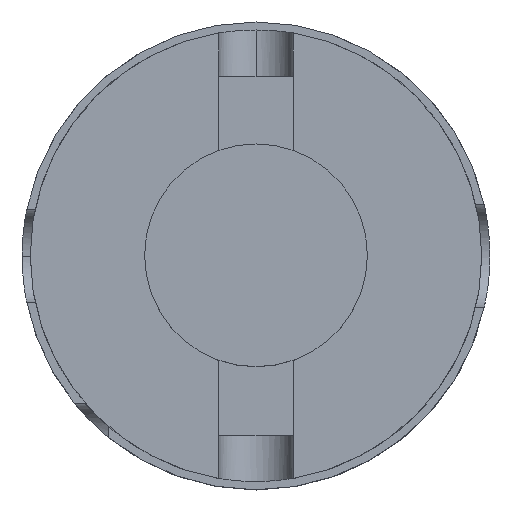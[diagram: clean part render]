
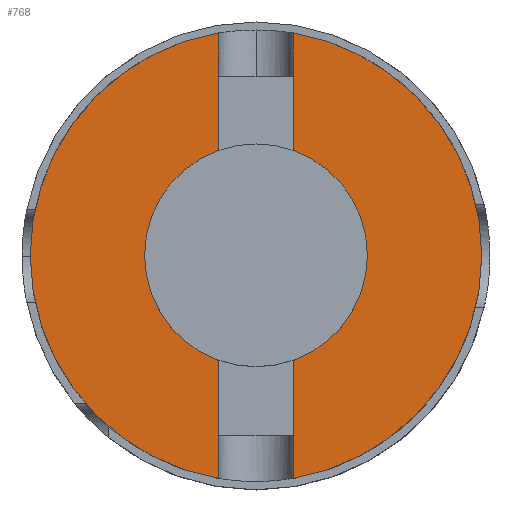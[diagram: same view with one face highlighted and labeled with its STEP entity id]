
A CAD part, top view. The second image highlights one B-rep face of the part: STEP entity #768.
In plain terms, the highlighted planar face has unit normal (0, 0, 1).
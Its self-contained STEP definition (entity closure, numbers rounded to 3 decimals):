
#13 = LINE ( 'NONE', #523, #641 ) ;
#27 = AXIS2_PLACEMENT_3D ( 'NONE', #2243, #562, #2511 ) ;
#47 = VECTOR ( 'NONE', #877, 1000. ) ;
#196 = VERTEX_POINT ( 'NONE', #2119 ) ;
#228 = CARTESIAN_POINT ( 'NONE',  ( -7.937, 38.375, 63.5 ) ) ;
#233 = CARTESIAN_POINT ( 'NONE',  ( -7.937, 22.5, 63.5 ) ) ;
#239 = LINE ( 'NONE', #2926, #3014 ) ;
#320 = EDGE_CURVE ( 'NONE', #410, #749, #1215, .T. ) ;
#323 = EDGE_CURVE ( 'NONE', #3484, #1807, #1976, .T. ) ;
#410 = VERTEX_POINT ( 'NONE', #480 ) ;
#415 = DIRECTION ( 'NONE',  ( 0., 1., 0. ) ) ;
#465 = CARTESIAN_POINT ( 'NONE',  ( -7.937, 48.26, 63.5 ) ) ;
#480 = CARTESIAN_POINT ( 'NONE',  ( 7.938, -38.375, 63.5 ) ) ;
#517 = CARTESIAN_POINT ( 'NONE',  ( 0., 0., 63.5 ) ) ;
#522 = CARTESIAN_POINT ( 'NONE',  ( 7.938, 48.26, 63.5 ) ) ;
#523 = CARTESIAN_POINT ( 'NONE',  ( 7.938, 22.5, 63.5 ) ) ;
#554 = ORIENTED_EDGE ( 'NONE', *, *, #2955, .F. ) ;
#562 = DIRECTION ( 'NONE',  ( 0., 0., -1. ) ) ;
#583 = EDGE_CURVE ( 'NONE', #2860, #3437, #2836, .T. ) ;
#592 = VERTEX_POINT ( 'NONE', #1632 ) ;
#598 = CARTESIAN_POINT ( 'NONE',  ( -7.937, 47.603, 63.5 ) ) ;
#641 = VECTOR ( 'NONE', #3277, 1000. ) ;
#686 = VERTEX_POINT ( 'NONE', #2704 ) ;
#749 = VERTEX_POINT ( 'NONE', #3219 ) ;
#768 = ADVANCED_FACE ( 'NONE', ( #2407, #2236 ), #1293, .T. ) ;
#775 = DIRECTION ( 'NONE',  ( 1., 0., 0. ) ) ;
#784 = DIRECTION ( 'NONE',  ( -1., 0., 0. ) ) ;
#785 = CARTESIAN_POINT ( 'NONE',  ( -7.937, 48.26, 63.5 ) ) ;
#822 = EDGE_CURVE ( 'NONE', #1807, #3484, #2873, .T. ) ;
#848 = CIRCLE ( 'NONE', #2113, 48.26 ) ;
#856 = CARTESIAN_POINT ( 'NONE',  ( -19.05, 0., 63.5 ) ) ;
#877 = DIRECTION ( 'NONE',  ( 0., -1., 0. ) ) ;
#929 = ORIENTED_EDGE ( 'NONE', *, *, #1329, .F. ) ;
#936 = VECTOR ( 'NONE', #1288, 1000. ) ;
#955 = EDGE_LOOP ( 'NONE', ( #2709, #1354, #965, #2944, #1584, #2657, #1376, #2593, #1557, #3364, #3486, #554, #3358, #929 ) ) ;
#965 = ORIENTED_EDGE ( 'NONE', *, *, #320, .F. ) ;
#991 = EDGE_CURVE ( 'NONE', #2860, #2674, #3243, .T. ) ;
#1018 = LINE ( 'NONE', #1900, #936 ) ;
#1043 = DIRECTION ( 'NONE',  ( 0., -1., 0. ) ) ;
#1063 = CIRCLE ( 'NONE', #1493, 48.26 ) ;
#1099 = ORIENTED_EDGE ( 'NONE', *, *, #323, .T. ) ;
#1123 = EDGE_LOOP ( 'NONE', ( #1567, #1099 ) ) ;
#1129 = EDGE_CURVE ( 'NONE', #686, #749, #1164, .T. ) ;
#1145 = CARTESIAN_POINT ( 'NONE',  ( 7.938, 48.26, 63.5 ) ) ;
#1163 = DIRECTION ( 'NONE',  ( 0., 0., -1. ) ) ;
#1164 = LINE ( 'NONE', #2476, #3280 ) ;
#1188 = DIRECTION ( 'NONE',  ( 0., 0., -1. ) ) ;
#1196 = VERTEX_POINT ( 'NONE', #598 ) ;
#1215 = LINE ( 'NONE', #1145, #3336 ) ;
#1229 = AXIS2_PLACEMENT_3D ( 'NONE', #2838, #1163, #3098 ) ;
#1276 = VERTEX_POINT ( 'NONE', #228 ) ;
#1288 = DIRECTION ( 'NONE',  ( 0., 1., 0. ) ) ;
#1293 = PLANE ( 'NONE',  #2872 ) ;
#1295 = LINE ( 'NONE', #522, #1874 ) ;
#1302 = CARTESIAN_POINT ( 'NONE',  ( 0., 48.26, 63.5 ) ) ;
#1329 = EDGE_CURVE ( 'NONE', #2681, #3272, #2056, .T. ) ;
#1350 = CARTESIAN_POINT ( 'NONE',  ( 7.938, -47.603, 63.5 ) ) ;
#1354 = ORIENTED_EDGE ( 'NONE', *, *, #1129, .T. ) ;
#1370 = DIRECTION ( 'NONE',  ( 0., 0., -1. ) ) ;
#1376 = ORIENTED_EDGE ( 'NONE', *, *, #583, .T. ) ;
#1389 = EDGE_CURVE ( 'NONE', #2334, #410, #1295, .T. ) ;
#1449 = CARTESIAN_POINT ( 'NONE',  ( -7.937, 48.26, 63.5 ) ) ;
#1465 = EDGE_CURVE ( 'NONE', #1276, #1196, #1018, .T. ) ;
#1493 = AXIS2_PLACEMENT_3D ( 'NONE', #3478, #1569, #1592 ) ;
#1529 = EDGE_CURVE ( 'NONE', #3272, #196, #848, .T. ) ;
#1535 = EDGE_CURVE ( 'NONE', #2982, #1276, #2271, .T. ) ;
#1551 = DIRECTION ( 'NONE',  ( 0., 0., 1. ) ) ;
#1557 = ORIENTED_EDGE ( 'NONE', *, *, #2343, .F. ) ;
#1567 = ORIENTED_EDGE ( 'NONE', *, *, #822, .T. ) ;
#1569 = DIRECTION ( 'NONE',  ( 0., 0., -1. ) ) ;
#1584 = ORIENTED_EDGE ( 'NONE', *, *, #1704, .F. ) ;
#1592 = DIRECTION ( 'NONE',  ( -1., 0., 0. ) ) ;
#1632 = CARTESIAN_POINT ( 'NONE',  ( 7.938, 22.5, 63.5 ) ) ;
#1666 = AXIS2_PLACEMENT_3D ( 'NONE', #517, #2469, #784 ) ;
#1704 = EDGE_CURVE ( 'NONE', #2674, #2334, #1063, .T. ) ;
#1807 = VERTEX_POINT ( 'NONE', #856 ) ;
#1874 = VECTOR ( 'NONE', #3035, 1000. ) ;
#1900 = CARTESIAN_POINT ( 'NONE',  ( -7.937, 48.26, 63.5 ) ) ;
#1976 = CIRCLE ( 'NONE', #1229, 19.05 ) ;
#2056 = LINE ( 'NONE', #785, #3413 ) ;
#2113 = AXIS2_PLACEMENT_3D ( 'NONE', #2485, #1370, #2428 ) ;
#2119 = CARTESIAN_POINT ( 'NONE',  ( -48.26, 0., 63.5 ) ) ;
#2176 = VECTOR ( 'NONE', #415, 1000. ) ;
#2187 = VECTOR ( 'NONE', #1043, 1000. ) ;
#2236 = FACE_BOUND ( 'NONE', #1123, .T. ) ;
#2243 = CARTESIAN_POINT ( 'NONE',  ( 0., 0., 63.5 ) ) ;
#2255 = AXIS2_PLACEMENT_3D ( 'NONE', #2865, #1188, #3127 ) ;
#2264 = LINE ( 'NONE', #1449, #47 ) ;
#2271 = LINE ( 'NONE', #465, #2176 ) ;
#2334 = VERTEX_POINT ( 'NONE', #1350 ) ;
#2343 = EDGE_CURVE ( 'NONE', #2982, #592, #13, .T. ) ;
#2407 = FACE_OUTER_BOUND ( 'NONE', #955, .T. ) ;
#2419 = CARTESIAN_POINT ( 'NONE',  ( 7.938, 47.603, 63.5 ) ) ;
#2428 = DIRECTION ( 'NONE',  ( -1., 0., 0. ) ) ;
#2469 = DIRECTION ( 'NONE',  ( 0., 0., -1. ) ) ;
#2476 = CARTESIAN_POINT ( 'NONE',  ( 7.938, -22.5, 63.5 ) ) ;
#2485 = CARTESIAN_POINT ( 'NONE',  ( 0., 0., 63.5 ) ) ;
#2511 = DIRECTION ( 'NONE',  ( -1., 0., 0. ) ) ;
#2516 = CARTESIAN_POINT ( 'NONE',  ( -7.937, -47.603, 63.5 ) ) ;
#2522 = EDGE_CURVE ( 'NONE', #686, #2681, #2264, .T. ) ;
#2579 = CARTESIAN_POINT ( 'NONE',  ( 7.938, 38.375, 63.5 ) ) ;
#2593 = ORIENTED_EDGE ( 'NONE', *, *, #2749, .T. ) ;
#2615 = CARTESIAN_POINT ( 'NONE',  ( 48.26, 0., 63.5 ) ) ;
#2657 = ORIENTED_EDGE ( 'NONE', *, *, #991, .F. ) ;
#2674 = VERTEX_POINT ( 'NONE', #2615 ) ;
#2681 = VERTEX_POINT ( 'NONE', #3154 ) ;
#2698 = DIRECTION ( 'NONE',  ( 0., -1., 0. ) ) ;
#2704 = CARTESIAN_POINT ( 'NONE',  ( -7.937, -22.5, 63.5 ) ) ;
#2709 = ORIENTED_EDGE ( 'NONE', *, *, #2522, .F. ) ;
#2749 = EDGE_CURVE ( 'NONE', #3437, #592, #239, .T. ) ;
#2806 = DIRECTION ( 'NONE',  ( 0., 1., 0. ) ) ;
#2836 = LINE ( 'NONE', #3000, #2187 ) ;
#2838 = CARTESIAN_POINT ( 'NONE',  ( 0., 0., 63.5 ) ) ;
#2860 = VERTEX_POINT ( 'NONE', #2419 ) ;
#2865 = CARTESIAN_POINT ( 'NONE',  ( 0., 0., 63.5 ) ) ;
#2872 = AXIS2_PLACEMENT_3D ( 'NONE', #1302, #1551, #3429 ) ;
#2873 = CIRCLE ( 'NONE', #27, 19.05 ) ;
#2926 = CARTESIAN_POINT ( 'NONE',  ( 7.938, 48.26, 63.5 ) ) ;
#2944 = ORIENTED_EDGE ( 'NONE', *, *, #1389, .F. ) ;
#2955 = EDGE_CURVE ( 'NONE', #196, #1196, #3130, .T. ) ;
#2982 = VERTEX_POINT ( 'NONE', #233 ) ;
#3000 = CARTESIAN_POINT ( 'NONE',  ( 7.938, 48.26, 63.5 ) ) ;
#3014 = VECTOR ( 'NONE', #3191, 1000. ) ;
#3035 = DIRECTION ( 'NONE',  ( 0., 1., 0. ) ) ;
#3098 = DIRECTION ( 'NONE',  ( -1., 0., 0. ) ) ;
#3127 = DIRECTION ( 'NONE',  ( -1., 0., 0. ) ) ;
#3130 = CIRCLE ( 'NONE', #1666, 48.26 ) ;
#3154 = CARTESIAN_POINT ( 'NONE',  ( -7.937, -38.375, 63.5 ) ) ;
#3191 = DIRECTION ( 'NONE',  ( 0., -1., 0. ) ) ;
#3210 = CARTESIAN_POINT ( 'NONE',  ( 19.05, 0., 63.5 ) ) ;
#3219 = CARTESIAN_POINT ( 'NONE',  ( 7.938, -22.5, 63.5 ) ) ;
#3243 = CIRCLE ( 'NONE', #2255, 48.26 ) ;
#3272 = VERTEX_POINT ( 'NONE', #2516 ) ;
#3277 = DIRECTION ( 'NONE',  ( 1., 0., 0. ) ) ;
#3280 = VECTOR ( 'NONE', #775, 1000. ) ;
#3336 = VECTOR ( 'NONE', #2806, 1000. ) ;
#3358 = ORIENTED_EDGE ( 'NONE', *, *, #1529, .F. ) ;
#3364 = ORIENTED_EDGE ( 'NONE', *, *, #1535, .T. ) ;
#3413 = VECTOR ( 'NONE', #2698, 1000. ) ;
#3429 = DIRECTION ( 'NONE',  ( 1., 0., 0. ) ) ;
#3437 = VERTEX_POINT ( 'NONE', #2579 ) ;
#3478 = CARTESIAN_POINT ( 'NONE',  ( 0., 0., 63.5 ) ) ;
#3484 = VERTEX_POINT ( 'NONE', #3210 ) ;
#3486 = ORIENTED_EDGE ( 'NONE', *, *, #1465, .T. ) ;
